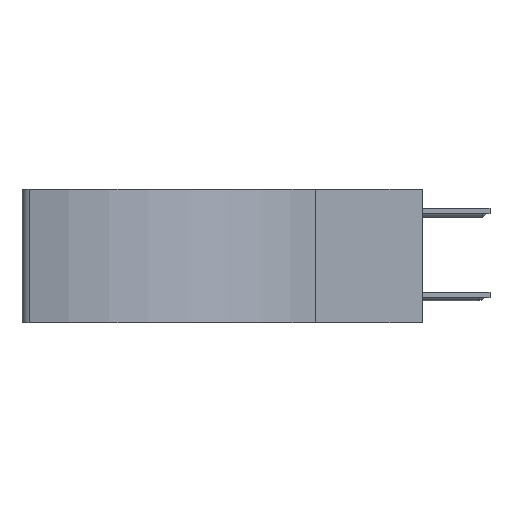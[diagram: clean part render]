
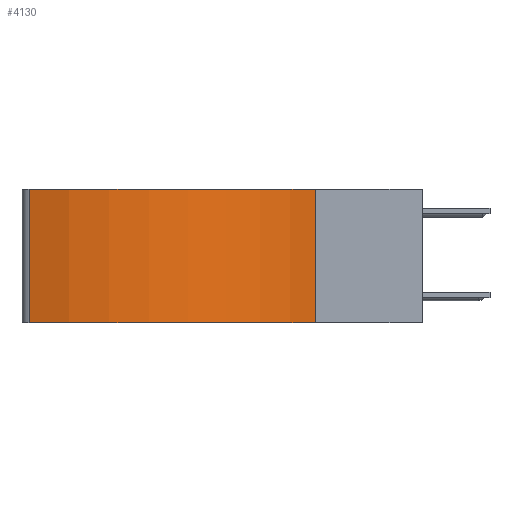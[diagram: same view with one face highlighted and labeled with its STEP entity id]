
A CAD part, left-side view. The second image highlights one B-rep face of the part: STEP entity #4130.
In plain terms, the highlighted cylindrical face has radius 11.5 mm (diameter 23 mm), a partial arc.
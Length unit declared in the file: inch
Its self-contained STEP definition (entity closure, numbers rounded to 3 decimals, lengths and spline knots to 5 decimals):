
#13 = CARTESIAN_POINT ( 'NONE',  ( 0.24773, 0.62625, 0.64637 ) ) ;
#288 = CIRCLE ( 'NONE', #11027, 0.45276 ) ;
#535 = ORIENTED_EDGE ( 'NONE', *, *, #7291, .F. ) ;
#740 = VECTOR ( 'NONE', #7172, 39.37008 ) ;
#868 = CARTESIAN_POINT ( 'NONE',  ( -0.01014, 0.25411, 0.64637 ) ) ;
#893 = DIRECTION ( 'NONE',  ( 1., 0., 0. ) ) ;
#1028 = LINE ( 'NONE', #5423, #740 ) ;
#1341 = CIRCLE ( 'NONE', #9843, 0.45276 ) ;
#1528 = CARTESIAN_POINT ( 'NONE',  ( -0.01014, 0.25411, 0.88653 ) ) ;
#1758 = VECTOR ( 'NONE', #8325, 39.37008 ) ;
#1968 = CARTESIAN_POINT ( 'NONE',  ( -0.18192, 0.76905, 0.64637 ) ) ;
#2262 = AXIS2_PLACEMENT_3D ( 'NONE', #5878, #2326, #11227 ) ;
#2285 = VERTEX_POINT ( 'NONE', #868 ) ;
#2326 = DIRECTION ( 'NONE',  ( 0., 0., -1. ) ) ;
#2678 = EDGE_CURVE ( 'NONE', #6199, #10456, #11166, .T. ) ;
#3502 = DIRECTION ( 'NONE',  ( 0., 0., 1. ) ) ;
#3737 = ORIENTED_EDGE ( 'NONE', *, *, #2678, .T. ) ;
#4130 = ADVANCED_FACE ( 'NONE', ( #10724 ), #9831, .T. ) ;
#4891 = VERTEX_POINT ( 'NONE', #1528 ) ;
#5090 = EDGE_CURVE ( 'NONE', #10456, #2285, #1341, .T. ) ;
#5423 = CARTESIAN_POINT ( 'NONE',  ( -0.01014, 0.25411, 0.88653 ) ) ;
#5878 = CARTESIAN_POINT ( 'NONE',  ( 0.24773, 0.62625, 0.88653 ) ) ;
#6136 = DIRECTION ( 'NONE',  ( 0., 0., 1. ) ) ;
#6165 = CARTESIAN_POINT ( 'NONE',  ( -0.18192, 0.76905, 0.88653 ) ) ;
#6199 = VERTEX_POINT ( 'NONE', #6165 ) ;
#7172 = DIRECTION ( 'NONE',  ( 0., 0., -1. ) ) ;
#7291 = EDGE_CURVE ( 'NONE', #6199, #4891, #288, .T. ) ;
#8325 = DIRECTION ( 'NONE',  ( 0., 0., -1. ) ) ;
#8532 = EDGE_LOOP ( 'NONE', ( #535, #3737, #8942, #11426 ) ) ;
#8810 = CARTESIAN_POINT ( 'NONE',  ( 0.24773, 0.62625, 0.88653 ) ) ;
#8942 = ORIENTED_EDGE ( 'NONE', *, *, #5090, .T. ) ;
#9592 = EDGE_CURVE ( 'NONE', #4891, #2285, #1028, .T. ) ;
#9714 = DIRECTION ( 'NONE',  ( 1., 0., 0. ) ) ;
#9831 = CYLINDRICAL_SURFACE ( 'NONE', #2262, 0.45276 ) ;
#9843 = AXIS2_PLACEMENT_3D ( 'NONE', #13, #6136, #893 ) ;
#10113 = CARTESIAN_POINT ( 'NONE',  ( -0.18192, 0.76905, 0.88653 ) ) ;
#10456 = VERTEX_POINT ( 'NONE', #1968 ) ;
#10724 = FACE_OUTER_BOUND ( 'NONE', #8532, .T. ) ;
#11027 = AXIS2_PLACEMENT_3D ( 'NONE', #8810, #3502, #9714 ) ;
#11166 = LINE ( 'NONE', #10113, #1758 ) ;
#11227 = DIRECTION ( 'NONE',  ( -1., 0., 0. ) ) ;
#11426 = ORIENTED_EDGE ( 'NONE', *, *, #9592, .F. ) ;
